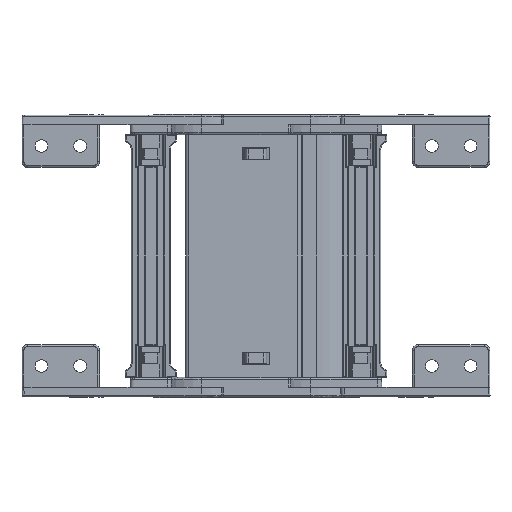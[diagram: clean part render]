
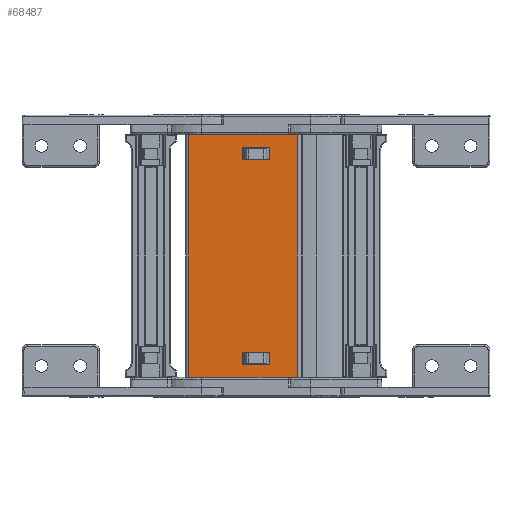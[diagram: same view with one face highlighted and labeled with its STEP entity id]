
A CAD part, front view. The second image highlights one B-rep face of the part: STEP entity #68487.
In plain terms, the highlighted planar face has unit normal (0, -1, 0).
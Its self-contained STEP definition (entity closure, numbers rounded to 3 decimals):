
#35 = LINE ( 'NONE', #2594, #49233 ) ;
#66 = LINE ( 'NONE', #34206, #102349 ) ;
#341 = DIRECTION ( 'NONE',  ( 0., 0., -1. ) ) ;
#546 = LINE ( 'NONE', #65456, #81338 ) ;
#665 = EDGE_CURVE ( 'NONE', #34573, #45340, #546, .T. ) ;
#2083 = LINE ( 'NONE', #20286, #19852 ) ;
#2594 = CARTESIAN_POINT ( 'NONE',  ( -12.583, 69.889, 149.453 ) ) ;
#4576 = AXIS2_PLACEMENT_3D ( 'NONE', #96699, #47638, #341 ) ;
#5360 = VERTEX_POINT ( 'NONE', #8623 ) ;
#6012 = EDGE_LOOP ( 'NONE', ( #59321, #98089, #74393, #49473 ) ) ;
#6061 = LINE ( 'NONE', #36263, #54159 ) ;
#7063 = EDGE_CURVE ( 'NONE', #17006, #95231, #6061, .T. ) ;
#8623 = CARTESIAN_POINT ( 'NONE',  ( -12.583, 69.889, -32.166 ) ) ;
#12168 = EDGE_CURVE ( 'NONE', #14934, #34573, #66, .T. ) ;
#12264 = VERTEX_POINT ( 'NONE', #52916 ) ;
#12858 = FACE_BOUND ( 'NONE', #102468, .T. ) ;
#14696 = CARTESIAN_POINT ( 'NONE',  ( -40.803, 69.889, 80.084 ) ) ;
#14934 = VERTEX_POINT ( 'NONE', #40009 ) ;
#15066 = LINE ( 'NONE', #14696, #74341 ) ;
#17006 = VERTEX_POINT ( 'NONE', #82212 ) ;
#17939 = VERTEX_POINT ( 'NONE', #94545 ) ;
#19230 = DIRECTION ( 'NONE',  ( 1., 0., 0. ) ) ;
#19444 = ORIENTED_EDGE ( 'NONE', *, *, #58957, .T. ) ;
#19852 = VECTOR ( 'NONE', #19230, 1000. ) ;
#20237 = CARTESIAN_POINT ( 'NONE',  ( -26.803, 69.889, 80.084 ) ) ;
#20286 = CARTESIAN_POINT ( 'NONE',  ( -40.803, 69.889, 86.384 ) ) ;
#20702 = VECTOR ( 'NONE', #31541, 1000. ) ;
#20769 = VECTOR ( 'NONE', #65661, 1000. ) ;
#22997 = FACE_OUTER_BOUND ( 'NONE', #6012, .T. ) ;
#25276 = DIRECTION ( 'NONE',  ( 1., 0., 0. ) ) ;
#26360 = EDGE_CURVE ( 'NONE', #14934, #5360, #35, .T. ) ;
#26888 = DIRECTION ( 'NONE',  ( 0., 0., -1. ) ) ;
#27152 = DIRECTION ( 'NONE',  ( -1., 0., 0. ) ) ;
#29332 = CARTESIAN_POINT ( 'NONE',  ( -26.803, 69.889, 86.384 ) ) ;
#29895 = CARTESIAN_POINT ( 'NONE',  ( -40.803, 69.889, 86.384 ) ) ;
#29961 = VECTOR ( 'NONE', #26888, 1000. ) ;
#29972 = EDGE_LOOP ( 'NONE', ( #36704, #36622, #93692, #42967 ) ) ;
#31541 = DIRECTION ( 'NONE',  ( -1., 0., 0. ) ) ;
#32337 = VERTEX_POINT ( 'NONE', #63673 ) ;
#33866 = EDGE_CURVE ( 'NONE', #75737, #17939, #72930, .T. ) ;
#34206 = CARTESIAN_POINT ( 'NONE',  ( -43.803, 69.889, 93.134 ) ) ;
#34573 = VERTEX_POINT ( 'NONE', #79922 ) ;
#36263 = CARTESIAN_POINT ( 'NONE',  ( -40.803, 69.889, -19.116 ) ) ;
#36622 = ORIENTED_EDGE ( 'NONE', *, *, #56850, .F. ) ;
#36704 = ORIENTED_EDGE ( 'NONE', *, *, #68246, .F. ) ;
#36716 = CARTESIAN_POINT ( 'NONE',  ( -40.803, 69.889, -19.116 ) ) ;
#40009 = CARTESIAN_POINT ( 'NONE',  ( -12.583, 69.889, 93.134 ) ) ;
#40786 = CARTESIAN_POINT ( 'NONE',  ( -40.803, 69.889, -25.416 ) ) ;
#42078 = LINE ( 'NONE', #63687, #20702 ) ;
#42967 = ORIENTED_EDGE ( 'NONE', *, *, #7063, .F. ) ;
#43106 = DIRECTION ( 'NONE',  ( 0., 0., -1. ) ) ;
#44380 = FACE_BOUND ( 'NONE', #29972, .T. ) ;
#45251 = CARTESIAN_POINT ( 'NONE',  ( -26.803, 69.889, -19.116 ) ) ;
#45340 = VERTEX_POINT ( 'NONE', #84562 ) ;
#47629 = EDGE_CURVE ( 'NONE', #5360, #45340, #61141, .T. ) ;
#47638 = DIRECTION ( 'NONE',  ( 0., 1., 0. ) ) ;
#49233 = VECTOR ( 'NONE', #43106, 1000. ) ;
#49473 = ORIENTED_EDGE ( 'NONE', *, *, #47629, .F. ) ;
#49671 = VECTOR ( 'NONE', #25276, 1000. ) ;
#52628 = DIRECTION ( 'NONE',  ( -1., 0., 0. ) ) ;
#52916 = CARTESIAN_POINT ( 'NONE',  ( -26.803, 69.889, -25.416 ) ) ;
#53834 = DIRECTION ( 'NONE',  ( 0., 0., 1. ) ) ;
#54159 = VECTOR ( 'NONE', #93511, 1000. ) ;
#54785 = EDGE_CURVE ( 'NONE', #63075, #75737, #2083, .T. ) ;
#56850 = EDGE_CURVE ( 'NONE', #12264, #32337, #91093, .T. ) ;
#58957 = EDGE_CURVE ( 'NONE', #65048, #63075, #15066, .T. ) ;
#59321 = ORIENTED_EDGE ( 'NONE', *, *, #26360, .F. ) ;
#61141 = LINE ( 'NONE', #81885, #20769 ) ;
#63075 = VERTEX_POINT ( 'NONE', #29895 ) ;
#63673 = CARTESIAN_POINT ( 'NONE',  ( -26.803, 69.889, -19.116 ) ) ;
#63687 = CARTESIAN_POINT ( 'NONE',  ( -40.803, 69.889, 80.084 ) ) ;
#65048 = VERTEX_POINT ( 'NONE', #92049 ) ;
#65383 = EDGE_CURVE ( 'NONE', #95231, #12264, #92655, .T. ) ;
#65456 = CARTESIAN_POINT ( 'NONE',  ( -68.783, 69.889, 149.453 ) ) ;
#65661 = DIRECTION ( 'NONE',  ( -1., 0., 0. ) ) ;
#67202 = ORIENTED_EDGE ( 'NONE', *, *, #54785, .T. ) ;
#68246 = EDGE_CURVE ( 'NONE', #32337, #17006, #70955, .T. ) ;
#68487 = ADVANCED_FACE ( 'NONE', ( #44380, #22997, #12858 ), #103385, .F. ) ;
#68907 = DIRECTION ( 'NONE',  ( 0., 0., 1. ) ) ;
#70955 = LINE ( 'NONE', #36716, #98679 ) ;
#72930 = LINE ( 'NONE', #20237, #29961 ) ;
#73237 = CARTESIAN_POINT ( 'NONE',  ( -40.803, 69.889, -25.416 ) ) ;
#74341 = VECTOR ( 'NONE', #53834, 1000. ) ;
#74393 = ORIENTED_EDGE ( 'NONE', *, *, #665, .T. ) ;
#75737 = VERTEX_POINT ( 'NONE', #29332 ) ;
#78432 = VECTOR ( 'NONE', #68907, 1000. ) ;
#79922 = CARTESIAN_POINT ( 'NONE',  ( -68.783, 69.889, 93.134 ) ) ;
#80697 = ORIENTED_EDGE ( 'NONE', *, *, #33866, .T. ) ;
#81338 = VECTOR ( 'NONE', #90214, 1000. ) ;
#81885 = CARTESIAN_POINT ( 'NONE',  ( -43.803, 69.889, -32.166 ) ) ;
#82212 = CARTESIAN_POINT ( 'NONE',  ( -40.803, 69.889, -19.116 ) ) ;
#84562 = CARTESIAN_POINT ( 'NONE',  ( -68.783, 69.889, -32.166 ) ) ;
#85650 = EDGE_CURVE ( 'NONE', #17939, #65048, #42078, .T. ) ;
#90214 = DIRECTION ( 'NONE',  ( 0., 0., -1. ) ) ;
#91093 = LINE ( 'NONE', #45251, #78432 ) ;
#92049 = CARTESIAN_POINT ( 'NONE',  ( -40.803, 69.889, 80.084 ) ) ;
#92655 = LINE ( 'NONE', #73237, #49671 ) ;
#93511 = DIRECTION ( 'NONE',  ( 0., 0., -1. ) ) ;
#93692 = ORIENTED_EDGE ( 'NONE', *, *, #65383, .F. ) ;
#94158 = ORIENTED_EDGE ( 'NONE', *, *, #85650, .T. ) ;
#94545 = CARTESIAN_POINT ( 'NONE',  ( -26.803, 69.889, 80.084 ) ) ;
#95231 = VERTEX_POINT ( 'NONE', #40786 ) ;
#96699 = CARTESIAN_POINT ( 'NONE',  ( -43.803, 69.889, 67.834 ) ) ;
#98089 = ORIENTED_EDGE ( 'NONE', *, *, #12168, .T. ) ;
#98679 = VECTOR ( 'NONE', #52628, 1000. ) ;
#102349 = VECTOR ( 'NONE', #27152, 1000. ) ;
#102468 = EDGE_LOOP ( 'NONE', ( #94158, #19444, #67202, #80697 ) ) ;
#103385 = PLANE ( 'NONE',  #4576 ) ;
